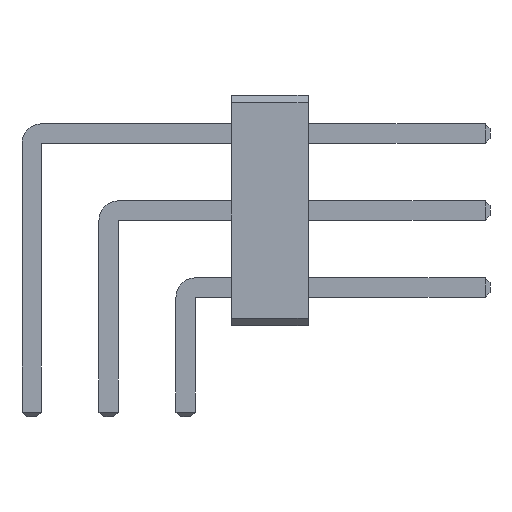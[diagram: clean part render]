
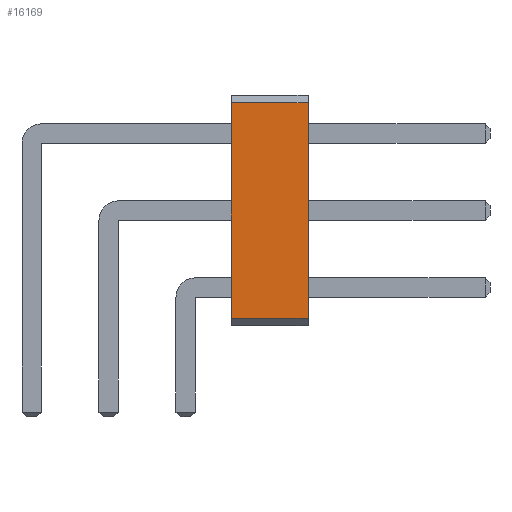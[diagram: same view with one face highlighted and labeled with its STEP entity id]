
A CAD part, front view. The second image highlights one B-rep face of the part: STEP entity #16169.
In plain terms, the highlighted planar face has unit normal (0, -1, 0).
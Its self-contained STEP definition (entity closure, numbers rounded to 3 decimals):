
#16169 = ADVANCED_FACE('',(#16170),#16204,.T.);
#16170 = FACE_BOUND('',#16171,.T.);
#16171 = EDGE_LOOP('',(#16172,#16182,#16190,#16198));
#16172 = ORIENTED_EDGE('',*,*,#16173,.T.);
#16173 = EDGE_CURVE('',#16174,#16176,#16178,.T.);
#16174 = VERTEX_POINT('',#16175);
#16175 = CARTESIAN_POINT('',(6.58,-21.59,0.254));
#16176 = VERTEX_POINT('',#16177);
#16177 = CARTESIAN_POINT('',(9.12,-21.59,0.254));
#16178 = LINE('',#16179,#16180);
#16179 = CARTESIAN_POINT('',(6.58,-21.59,0.254));
#16180 = VECTOR('',#16181,1.);
#16181 = DIRECTION('',(1.,0.,0.));
#16182 = ORIENTED_EDGE('',*,*,#16183,.T.);
#16183 = EDGE_CURVE('',#16176,#16184,#16186,.T.);
#16184 = VERTEX_POINT('',#16185);
#16185 = CARTESIAN_POINT('',(9.12,-21.59,7.366));
#16186 = LINE('',#16187,#16188);
#16187 = CARTESIAN_POINT('',(9.12,-21.59,0.254));
#16188 = VECTOR('',#16189,1.);
#16189 = DIRECTION('',(0.,0.,1.));
#16190 = ORIENTED_EDGE('',*,*,#16191,.F.);
#16191 = EDGE_CURVE('',#16192,#16184,#16194,.T.);
#16192 = VERTEX_POINT('',#16193);
#16193 = CARTESIAN_POINT('',(6.58,-21.59,7.366));
#16194 = LINE('',#16195,#16196);
#16195 = CARTESIAN_POINT('',(6.58,-21.59,7.366));
#16196 = VECTOR('',#16197,1.);
#16197 = DIRECTION('',(1.,0.,0.));
#16198 = ORIENTED_EDGE('',*,*,#16199,.F.);
#16199 = EDGE_CURVE('',#16174,#16192,#16200,.T.);
#16200 = LINE('',#16201,#16202);
#16201 = CARTESIAN_POINT('',(6.58,-21.59,0.254));
#16202 = VECTOR('',#16203,1.);
#16203 = DIRECTION('',(0.,0.,1.));
#16204 = PLANE('',#16205);
#16205 = AXIS2_PLACEMENT_3D('',#16206,#16207,#16208);
#16206 = CARTESIAN_POINT('',(6.58,-21.59,0.254));
#16207 = DIRECTION('',(0.,-1.,0.));
#16208 = DIRECTION('',(0.,0.,1.));
